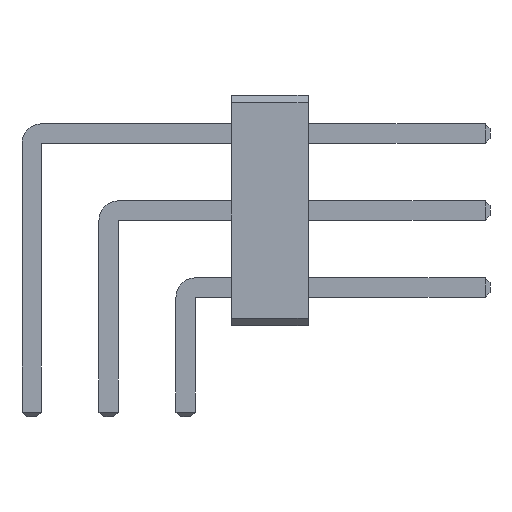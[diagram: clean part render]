
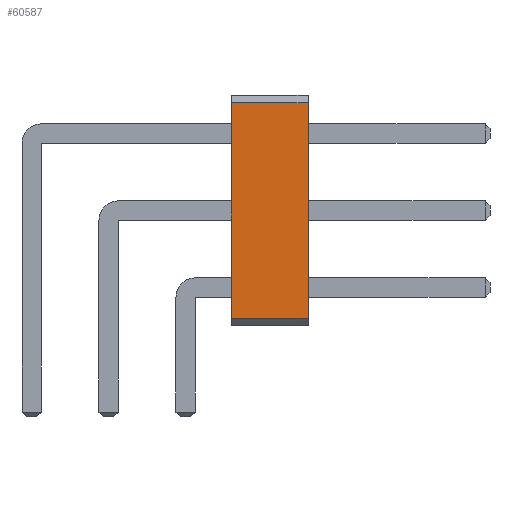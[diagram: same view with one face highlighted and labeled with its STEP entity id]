
A CAD part, front view. The second image highlights one B-rep face of the part: STEP entity #60587.
In plain terms, the highlighted planar face has unit normal (0, -1, 0).
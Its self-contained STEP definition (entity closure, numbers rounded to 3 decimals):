
#60587 = ADVANCED_FACE('',(#60588),#60622,.T.);
#60588 = FACE_BOUND('',#60589,.T.);
#60589 = EDGE_LOOP('',(#60590,#60600,#60608,#60616));
#60590 = ORIENTED_EDGE('',*,*,#60591,.T.);
#60591 = EDGE_CURVE('',#60592,#60594,#60596,.T.);
#60592 = VERTEX_POINT('',#60593);
#60593 = CARTESIAN_POINT('',(6.58,-77.47,0.254));
#60594 = VERTEX_POINT('',#60595);
#60595 = CARTESIAN_POINT('',(9.12,-77.47,0.254));
#60596 = LINE('',#60597,#60598);
#60597 = CARTESIAN_POINT('',(6.58,-77.47,0.254));
#60598 = VECTOR('',#60599,1.);
#60599 = DIRECTION('',(1.,0.,0.));
#60600 = ORIENTED_EDGE('',*,*,#60601,.T.);
#60601 = EDGE_CURVE('',#60594,#60602,#60604,.T.);
#60602 = VERTEX_POINT('',#60603);
#60603 = CARTESIAN_POINT('',(9.12,-77.47,7.366));
#60604 = LINE('',#60605,#60606);
#60605 = CARTESIAN_POINT('',(9.12,-77.47,0.254));
#60606 = VECTOR('',#60607,1.);
#60607 = DIRECTION('',(0.,0.,1.));
#60608 = ORIENTED_EDGE('',*,*,#60609,.F.);
#60609 = EDGE_CURVE('',#60610,#60602,#60612,.T.);
#60610 = VERTEX_POINT('',#60611);
#60611 = CARTESIAN_POINT('',(6.58,-77.47,7.366));
#60612 = LINE('',#60613,#60614);
#60613 = CARTESIAN_POINT('',(6.58,-77.47,7.366));
#60614 = VECTOR('',#60615,1.);
#60615 = DIRECTION('',(1.,0.,0.));
#60616 = ORIENTED_EDGE('',*,*,#60617,.F.);
#60617 = EDGE_CURVE('',#60592,#60610,#60618,.T.);
#60618 = LINE('',#60619,#60620);
#60619 = CARTESIAN_POINT('',(6.58,-77.47,0.254));
#60620 = VECTOR('',#60621,1.);
#60621 = DIRECTION('',(0.,0.,1.));
#60622 = PLANE('',#60623);
#60623 = AXIS2_PLACEMENT_3D('',#60624,#60625,#60626);
#60624 = CARTESIAN_POINT('',(6.58,-77.47,0.254));
#60625 = DIRECTION('',(0.,-1.,0.));
#60626 = DIRECTION('',(0.,0.,1.));
